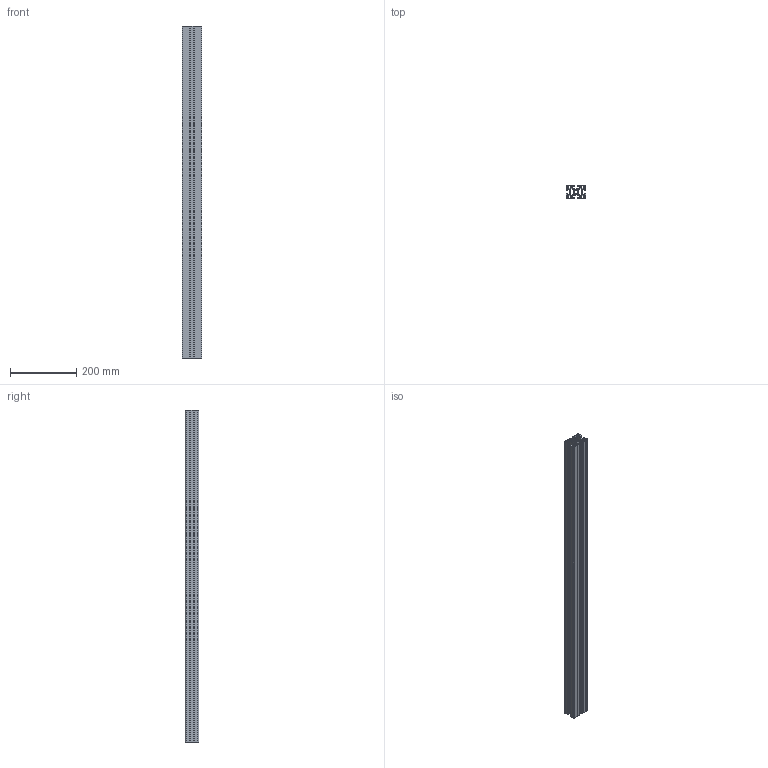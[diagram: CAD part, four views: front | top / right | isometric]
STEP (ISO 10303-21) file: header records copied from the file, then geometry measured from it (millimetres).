
FILE_DESCRIPTION (( 'STEP AP214' ), '1' );
FILE_NAME ('1.0406.4.SPRS.STEP', '2025-06-14T18:04:11', ( '' ), ( '' ), 'SwSTEP 2.0', 'SolidWorks 2023', '' );
FILE_SCHEMA (( 'AUTOMOTIVE_DESIGN' ));
Length unit declared in the file: millimetre
Products named in the file (1): 1.0406.4.SPRS
Bounding box: 60 x 40 x 1000 mm (x, y, z)
Volume: 821359.8 mm3; surface area: 744246.4 mm2
Topology: 1 solids, 1 shells, 268 faces, 798 edges, 532 vertices
Faces by surface type: plane 162, cylinder 106
Entity records: 9065 total; most frequent: CARTESIAN_POINT 1599, ORIENTED_EDGE 1596, DIRECTION 1548, EDGE_CURVE 798, LINE 586, VECTOR 586, VERTEX_POINT 532, AXIS2_PLACEMENT_3D 481
